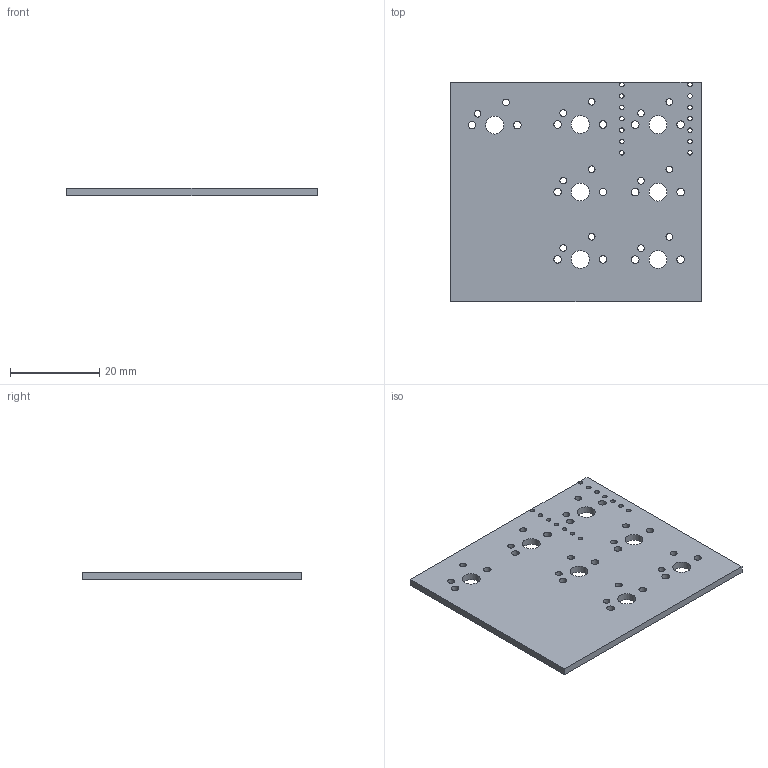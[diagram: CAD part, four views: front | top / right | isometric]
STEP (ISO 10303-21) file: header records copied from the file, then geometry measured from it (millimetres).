
FILE_DESCRIPTION(('KiCad electronic assembly'),'2;1');
FILE_NAME('ariane_clarke_pcb.step','2024-10-19T19:40:37',('Pcbnew'),( 'Kicad'),'Open CASCADE STEP processor 7.7','KiCad to STEP converter' ,'Unknown');
FILE_SCHEMA(('AUTOMOTIVE_DESIGN { 1 0 10303 214 1 1 1 1 }'));
Length unit declared in the file: millimetre
Products named in the file (2): ariane_clarke_pcb 1; Hackclub_PCB
Assembly tree (1 placements, depth 2):
  ariane_clarke_pcb 1
    Hackclub_PCB
Bounding box: 56 x 49 x 1.6 mm (x, y, z)
Volume: 4141.6 mm3; surface area: 5949.3 mm2
Topology: 1 solids, 1 shells, 59 faces, 169 edges, 110 vertices
Faces by surface type: cylinder 51, plane 8
Full cylindrical faces by diameter (mm): 1 x12, 1.5 x14, 1.7 x14, 4 x7
Entity records: 2222 total; most frequent: DIRECTION 393, ORIENTED_EDGE 342, CARTESIAN_POINT 340, EDGE_CURVE 169, AXIS2_PLACEMENT_3D 163, FACE_BOUND 157, EDGE_LOOP 157, VERTEX_POINT 110
